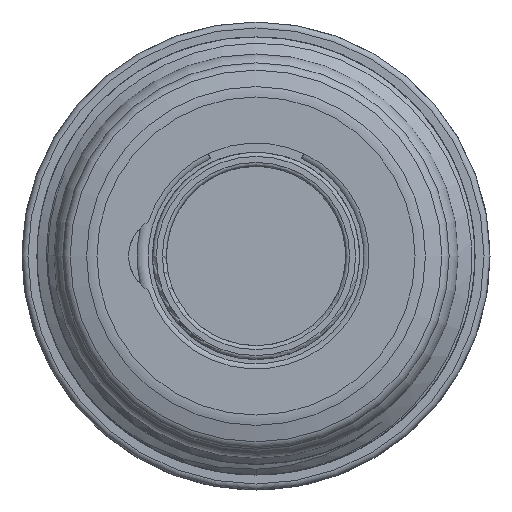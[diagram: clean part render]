
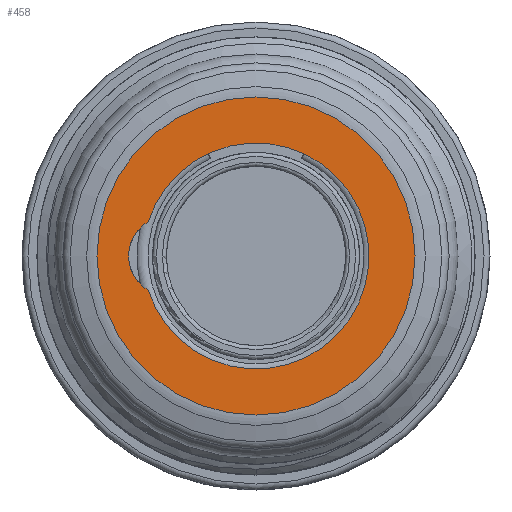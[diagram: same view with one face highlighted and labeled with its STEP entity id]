
A CAD part, left-side view. The second image highlights one B-rep face of the part: STEP entity #458.
In plain terms, the highlighted planar face has unit normal (-1, 0, 0).
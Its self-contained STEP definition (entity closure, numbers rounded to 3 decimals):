
#109=CARTESIAN_POINT('',(14.531,5.405,1.729));
#110=VERTEX_POINT('',#109);
#117=CARTESIAN_POINT('',(14.531,5.405,-1.729));
#118=VERTEX_POINT('',#117);
#119=CARTESIAN_POINT('',(14.531,0.,0.));
#120=DIRECTION('',(0.,0.952,0.305));
#121=DIRECTION('',(1.,0.,0.));
#122=AXIS2_PLACEMENT_3D('',#119,#121,#120);
#123=CIRCLE('',#122,5.675);
#124=EDGE_CURVE('',#110,#118,#123,.T.);
#402=CARTESIAN_POINT('',(14.531,0.,-7.987));
#403=VERTEX_POINT('',#402);
#404=CARTESIAN_POINT('',(14.531,0.,0.));
#405=DIRECTION('',(0.,0.,-1.));
#406=DIRECTION('',(1.,0.,0.));
#407=AXIS2_PLACEMENT_3D('',#404,#406,#405);
#408=CIRCLE('',#407,7.987);
#409=EDGE_CURVE('',#403,#403,#408,.T.);
#432=CARTESIAN_POINT('',(14.531,4.4,0.));
#433=DIRECTION('',(0.,0.503,-0.865));
#434=DIRECTION('',(1.,0.,0.));
#435=AXIS2_PLACEMENT_3D('',#432,#434,#433);
#436=CIRCLE('',#435,2.);
#437=EDGE_CURVE('',#118,#110,#436,.T.);
#446=CARTESIAN_POINT('',(14.531,0.,0.));
#447=DIRECTION('',(0.,0.,-1.));
#448=DIRECTION('',(1.,-0.,0.));
#449=AXIS2_PLACEMENT_3D('',#446,#448,#447);
#450=PLANE('',#449);
#451=ORIENTED_EDGE('',*,*,#409,.T.);
#452=EDGE_LOOP('',(#451));
#453=FACE_OUTER_BOUND('',#452,.F.);
#454=ORIENTED_EDGE('',*,*,#437,.F.);
#455=ORIENTED_EDGE('',*,*,#124,.F.);
#456=EDGE_LOOP('',(#454,#455));
#457=FACE_BOUND('',#456,.F.);
#458=ADVANCED_FACE('F1300',(#453,#457),#450,.F.);
